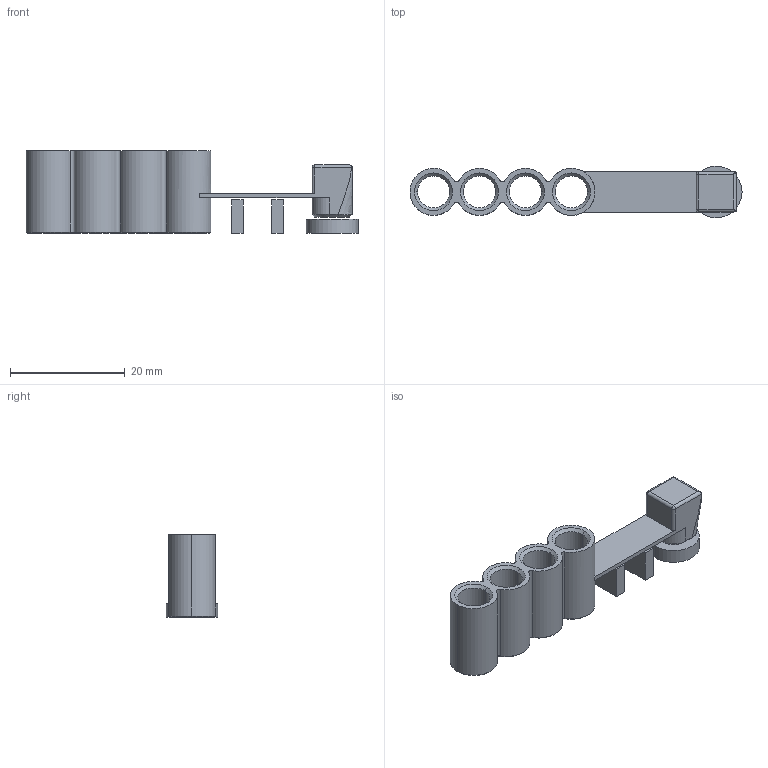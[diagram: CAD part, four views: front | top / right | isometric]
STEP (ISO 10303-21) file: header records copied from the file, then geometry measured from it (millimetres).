
FILE_DESCRIPTION (( 'STEP AP203' ), '1' );
FILE_NAME ('leds_v3.STEP', '2019-04-29T00:00:42', ( '' ), ( '' ), 'SwSTEP 2.0', 'SolidWorks 2016', '' );
FILE_SCHEMA (( 'CONFIG_CONTROL_DESIGN' ));
Length unit declared in the file: millimetre
Products named in the file (1): leds_v3
Bounding box: 57.81 x 9 x 14.45 mm (x, y, z)
Volume: 2430.5 mm3; surface area: 3479.5 mm2
Topology: 4 solids, 4 shells, 102 faces, 232 edges, 136 vertices
Faces by surface type: cylinder 33, cone 31, plane 30, bspline 6, sphere 2
Entity records: 3805 total; most frequent: CARTESIAN_POINT 1439, DIRECTION 500, ORIENTED_EDGE 456, EDGE_CURVE 228, AXIS2_PLACEMENT_3D 193, VERTEX_POINT 136, VECTOR 114, LINE 114
